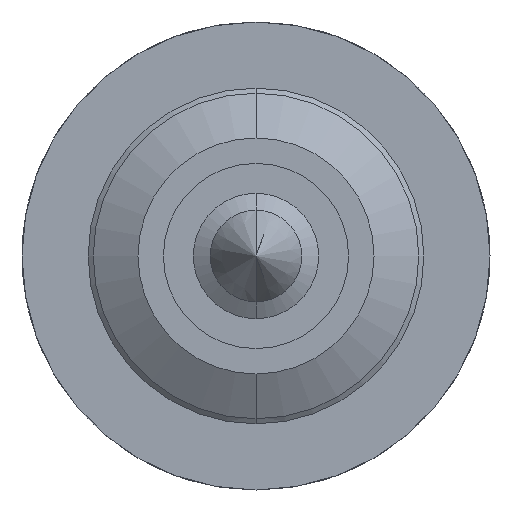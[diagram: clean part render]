
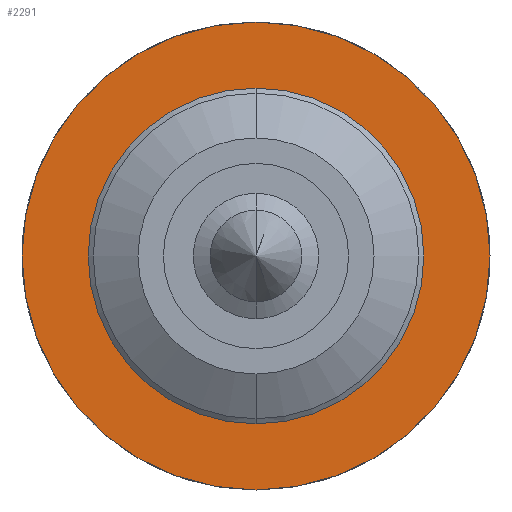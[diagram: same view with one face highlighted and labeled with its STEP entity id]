
A CAD part, front view. The second image highlights one B-rep face of the part: STEP entity #2291.
In plain terms, the highlighted planar face has unit normal (0, -1, 0).
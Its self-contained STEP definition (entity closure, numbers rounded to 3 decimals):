
#46 = DIRECTION ( 'NONE',  ( 0., 1., 0. ) ) ;
#232 = EDGE_LOOP ( 'NONE', ( #521, #1435 ) ) ;
#281 = EDGE_CURVE ( 'Defeature ausgef�hrt2_5+Defeature ausgef�hrt2_6+Defeature ausgef�hrt2_6+Defeature ausgef�hrt2_6', #566, #1504, #2588, .T. ) ;
#299 = DIRECTION ( 'NONE',  ( 0., 1., 0. ) ) ;
#403 = EDGE_CURVE ( 'Defeature ausgef�hrt2_6+Defeature ausgef�hrt2_4+Defeature ausgef�hrt2_4+Defeature ausgef�hrt2_4', #2385, #3205, #1418, .T. ) ;
#439 = DIRECTION ( 'NONE',  ( 0., 1., 0. ) ) ;
#521 = ORIENTED_EDGE ( 'NONE', *, *, #281, .F. ) ;
#536 = CIRCLE ( 'NONE', #2484, 0.825 ) ;
#566 = VERTEX_POINT ( 'NONE', #1396 ) ;
#734 = CARTESIAN_POINT ( 'NONE',  ( 1.15, -2., 0. ) ) ;
#872 = CIRCLE ( 'NONE', #1648, 1.15 ) ;
#991 = DIRECTION ( 'NONE',  ( 0., 0., 1. ) ) ;
#1221 = CARTESIAN_POINT ( 'NONE',  ( 0., -2., -0.825 ) ) ;
#1240 = EDGE_LOOP ( 'NONE', ( #2613, #3093 ) ) ;
#1386 = EDGE_CURVE ( 'Defeature ausgef�hrt2_6+Defeature ausgef�hrt2_4+Defeature ausgef�hrt2_4+Defeature ausgef�hrt2_4', #3205, #2385, #536, .T. ) ;
#1396 = CARTESIAN_POINT ( 'NONE',  ( 0., -2., 1.15 ) ) ;
#1418 = CIRCLE ( 'NONE', #3912, 0.825 ) ;
#1435 = ORIENTED_EDGE ( 'NONE', *, *, #3272, .F. ) ;
#1474 = AXIS2_PLACEMENT_3D ( 'NONE', #734, #3830, #991 ) ;
#1504 = VERTEX_POINT ( 'NONE', #2905 ) ;
#1514 = AXIS2_PLACEMENT_3D ( 'NONE', #3239, #2574, #2563 ) ;
#1624 = CARTESIAN_POINT ( 'NONE',  ( 0., -2., 0. ) ) ;
#1648 = AXIS2_PLACEMENT_3D ( 'NONE', #3412, #299, #2458 ) ;
#1980 = DIRECTION ( 'NONE',  ( 0., 0., 1. ) ) ;
#2022 = FACE_OUTER_BOUND ( 'NONE', #232, .T. ) ;
#2291 = ADVANCED_FACE ( 'Defeature ausgef�hrt2_6', ( #2022, #3622 ), #3521, .F. ) ;
#2385 = VERTEX_POINT ( 'NONE', #2890 ) ;
#2458 = DIRECTION ( 'NONE',  ( 0., 0., 1. ) ) ;
#2484 = AXIS2_PLACEMENT_3D ( 'NONE', #1624, #46, #1980 ) ;
#2563 = DIRECTION ( 'NONE',  ( 0., 0., 1. ) ) ;
#2574 = DIRECTION ( 'NONE',  ( 0., 1., 0. ) ) ;
#2588 = CIRCLE ( 'NONE', #1514, 1.15 ) ;
#2610 = CARTESIAN_POINT ( 'NONE',  ( 0., -2., 0. ) ) ;
#2613 = ORIENTED_EDGE ( 'NONE', *, *, #403, .T. ) ;
#2890 = CARTESIAN_POINT ( 'NONE',  ( 0., -2., 0.825 ) ) ;
#2905 = CARTESIAN_POINT ( 'NONE',  ( 0., -2., -1.15 ) ) ;
#2932 = DIRECTION ( 'NONE',  ( 0., 0., 1. ) ) ;
#3093 = ORIENTED_EDGE ( 'NONE', *, *, #1386, .T. ) ;
#3205 = VERTEX_POINT ( 'NONE', #1221 ) ;
#3239 = CARTESIAN_POINT ( 'NONE',  ( 0., -2., 0. ) ) ;
#3272 = EDGE_CURVE ( 'Defeature ausgef�hrt2_5+Defeature ausgef�hrt2_6+Defeature ausgef�hrt2_6+Defeature ausgef�hrt2_6', #1504, #566, #872, .T. ) ;
#3412 = CARTESIAN_POINT ( 'NONE',  ( 0., -2., 0. ) ) ;
#3521 = PLANE ( 'NONE',  #1474 ) ;
#3622 = FACE_BOUND ( 'NONE', #1240, .T. ) ;
#3830 = DIRECTION ( 'NONE',  ( 0., 1., 0. ) ) ;
#3912 = AXIS2_PLACEMENT_3D ( 'NONE', #2610, #439, #2932 ) ;
